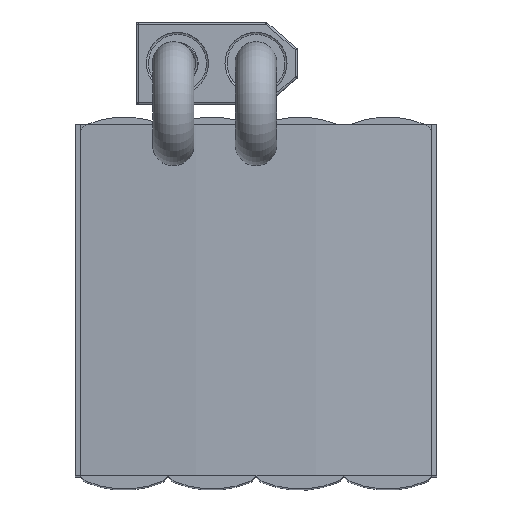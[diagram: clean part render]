
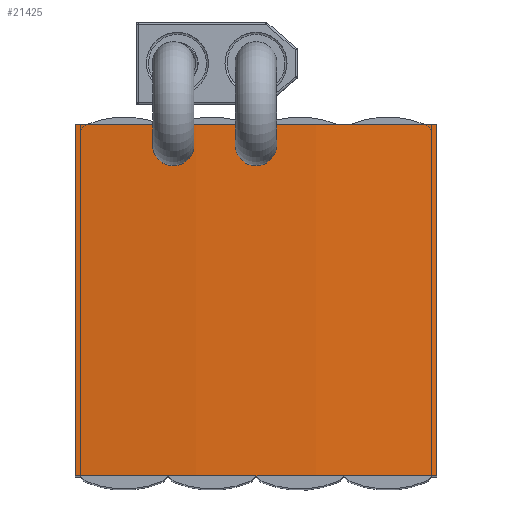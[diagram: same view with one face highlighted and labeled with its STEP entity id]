
A CAD part, top view. The second image highlights one B-rep face of the part: STEP entity #21425.
In plain terms, the highlighted cylindrical face has radius 153.625 mm (diameter 307.25 mm), a partial arc.
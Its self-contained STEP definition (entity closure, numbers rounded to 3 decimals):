
#2233=FACE_OUTER_BOUND('',#3505,.T.);
#3505=EDGE_LOOP('',(#15528,#15529,#15530,#15531));
#5097=LINE('',#32893,#7232);
#5098=LINE('',#32895,#7233);
#7232=VECTOR('',#24304,1000.);
#7233=VECTOR('',#24307,1000.);
#9027=CIRCLE('',#22782,153.625);
#9028=CIRCLE('',#22784,153.625);
#9936=VERTEX_POINT('',#32865);
#9937=VERTEX_POINT('',#32867);
#9942=VERTEX_POINT('',#32879);
#9943=VERTEX_POINT('',#32881);
#12142=EDGE_CURVE('',#9936,#9937,#9027,.T.);
#12149=EDGE_CURVE('',#9943,#9942,#9028,.T.);
#12155=EDGE_CURVE('',#9936,#9943,#5097,.T.);
#12156=EDGE_CURVE('',#9937,#9942,#5098,.T.);
#15528=ORIENTED_EDGE('',*,*,#12149,.T.);
#15529=ORIENTED_EDGE('',*,*,#12156,.F.);
#15530=ORIENTED_EDGE('',*,*,#12142,.F.);
#15531=ORIENTED_EDGE('',*,*,#12155,.T.);
#21314=CYLINDRICAL_SURFACE('',#22786,153.625);
#21425=ADVANCED_FACE('',(#2233),#21314,.T.);
#22782=AXIS2_PLACEMENT_3D('',#32868,#24285,#24286);
#22784=AXIS2_PLACEMENT_3D('',#32882,#24295,#24296);
#22786=AXIS2_PLACEMENT_3D('',#32894,#24305,#24306);
#24285=DIRECTION('center_axis',(1.,0.,0.));
#24286=DIRECTION('ref_axis',(0.,-1.,0.));
#24295=DIRECTION('center_axis',(1.,0.,0.));
#24296=DIRECTION('ref_axis',(0.,-1.,0.));
#24304=DIRECTION('',(-1.,0.,0.));
#24305=DIRECTION('center_axis',(-1.,0.,0.));
#24306=DIRECTION('ref_axis',(0.,1.,0.));
#24307=DIRECTION('',(-1.,0.,0.));
#32865=CARTESIAN_POINT('',(21.403,71.347,19.598));
#32867=CARTESIAN_POINT('',(21.403,71.347,54.598));
#32868=CARTESIAN_POINT('Origin',(21.403,-81.278,37.098));
#32879=CARTESIAN_POINT('',(-12.597,71.347,54.598));
#32881=CARTESIAN_POINT('',(-12.597,71.347,19.598));
#32882=CARTESIAN_POINT('Origin',(-12.597,-81.278,37.098));
#32893=CARTESIAN_POINT('',(21.403,71.347,19.598));
#32894=CARTESIAN_POINT('Origin',(21.403,-81.278,37.098));
#32895=CARTESIAN_POINT('',(21.403,71.347,54.598));
